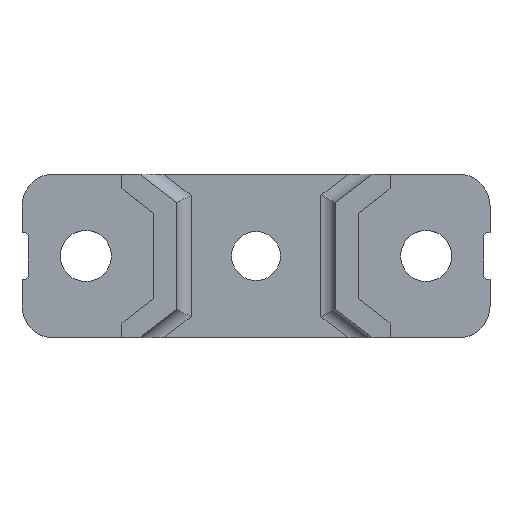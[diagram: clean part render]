
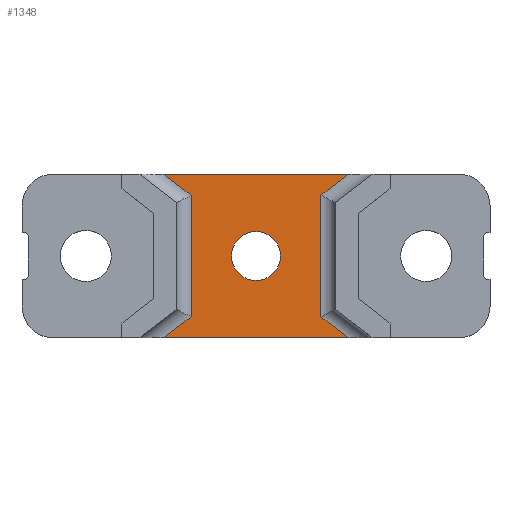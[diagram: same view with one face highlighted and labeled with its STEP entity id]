
A CAD part, top view. The second image highlights one B-rep face of the part: STEP entity #1348.
In plain terms, the highlighted planar face has unit normal (0, 0, 1).
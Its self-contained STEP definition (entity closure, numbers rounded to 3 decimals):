
#308 = CARTESIAN_POINT ( 'NONE',  ( -3.05, 2.854, 1.1 ) ) ;
#333 = VECTOR ( 'NONE', #338, 1000. ) ;
#338 = DIRECTION ( 'NONE',  ( 0.794, -0.608, 0. ) ) ;
#339 = CARTESIAN_POINT ( 'NONE',  ( -3.324, 3.064, 1.1 ) ) ;
#340 = LINE ( 'NONE', #339, #333 ) ;
#429 = CARTESIAN_POINT ( 'NONE',  ( 3.05, -2.854, 1.1 ) ) ;
#430 = CARTESIAN_POINT ( 'NONE',  ( 3.05, 2.854, 1.1 ) ) ;
#432 = DIRECTION ( 'NONE',  ( 0., 1., 0. ) ) ;
#433 = VECTOR ( 'NONE', #432, 1000. ) ;
#434 = CARTESIAN_POINT ( 'NONE',  ( 3.05, 2.508, 1.1 ) ) ;
#437 = LINE ( 'NONE', #434, #433 ) ;
#456 = DIRECTION ( 'NONE',  ( 0., 0., -1. ) ) ;
#466 = VECTOR ( 'NONE', #472, 1000. ) ;
#467 = LINE ( 'NONE', #487, #486 ) ;
#468 = CARTESIAN_POINT ( 'NONE',  ( -3.05, -2.854, 1.1 ) ) ;
#469 = PLANE ( 'NONE',  #491 ) ;
#471 = FACE_OUTER_BOUND ( 'NONE', #1350, .T. ) ;
#472 = DIRECTION ( 'NONE',  ( -0.794, -0.608, 0. ) ) ;
#473 = CARTESIAN_POINT ( 'NONE',  ( -5.074, -4.406, 1.1 ) ) ;
#475 = DIRECTION ( 'NONE',  ( 0.794, 0.608, 0. ) ) ;
#476 = VECTOR ( 'NONE', #475, 1000. ) ;
#477 = CARTESIAN_POINT ( 'NONE',  ( 5.074, 4.406, 1.1 ) ) ;
#478 = LINE ( 'NONE', #477, #476 ) ;
#479 = DIRECTION ( 'NONE',  ( 0., -1., 0. ) ) ;
#480 = VECTOR ( 'NONE', #479, 1000. ) ;
#481 = CARTESIAN_POINT ( 'NONE',  ( -3.05, -2.508, 1.1 ) ) ;
#482 = LINE ( 'NONE', #481, #480 ) ;
#483 = FACE_BOUND ( 'NONE', #1352, .T. ) ;
#484 = CARTESIAN_POINT ( 'NONE',  ( 0.478, 0., 1.1 ) ) ;
#485 = DIRECTION ( 'NONE',  ( -0.794, 0.608, 0. ) ) ;
#486 = VECTOR ( 'NONE', #485, 1000. ) ;
#487 = CARTESIAN_POINT ( 'NONE',  ( 3.324, -3.064, 1.1 ) ) ;
#489 = DIRECTION ( 'NONE',  ( -1., 0., 0. ) ) ;
#490 = LINE ( 'NONE', #473, #466 ) ;
#491 = AXIS2_PLACEMENT_3D ( 'NONE', #484, #456, #489 ) ;
#497 = CARTESIAN_POINT ( 'NONE',  ( 0., 0., 1.1 ) ) ;
#512 = AXIS2_PLACEMENT_3D ( 'NONE', #497, #526, #525 ) ;
#515 = CIRCLE ( 'NONE', #512, 1.15 ) ;
#525 = DIRECTION ( 'NONE',  ( -1., 0., 0. ) ) ;
#526 = DIRECTION ( 'NONE',  ( 0., 0., -1. ) ) ;
#712 = VERTEX_POINT ( 'NONE', #1504 ) ;
#720 = EDGE_CURVE ( 'NONE', #752, #712, #1503, .T. ) ;
#752 = VERTEX_POINT ( 'NONE', #1564 ) ;
#872 = VERTEX_POINT ( 'NONE', #1750 ) ;
#873 = VERTEX_POINT ( 'NONE', #1784 ) ;
#876 = EDGE_CURVE ( 'NONE', #942, #911, #1765, .T. ) ;
#894 = EDGE_CURVE ( 'NONE', #872, #873, #1805, .T. ) ;
#911 = VERTEX_POINT ( 'NONE', #1817 ) ;
#942 = VERTEX_POINT ( 'NONE', #1881 ) ;
#1230 = ORIENTED_EDGE ( 'NONE', *, *, #1336, .T. ) ;
#1260 = VERTEX_POINT ( 'NONE', #308 ) ;
#1273 = EDGE_CURVE ( 'NONE', #911, #1260, #340, .T. ) ;
#1310 = ORIENTED_EDGE ( 'NONE', *, *, #1357, .T. ) ;
#1311 = ORIENTED_EDGE ( 'NONE', *, *, #876, .T. ) ;
#1312 = ORIENTED_EDGE ( 'NONE', *, *, #1273, .T. ) ;
#1313 = VERTEX_POINT ( 'NONE', #430 ) ;
#1314 = VERTEX_POINT ( 'NONE', #429 ) ;
#1336 = EDGE_CURVE ( 'NONE', #1314, #1313, #437, .T. ) ;
#1342 = ORIENTED_EDGE ( 'NONE', *, *, #1356, .T. ) ;
#1343 = ORIENTED_EDGE ( 'NONE', *, *, #1373, .T. ) ;
#1344 = ORIENTED_EDGE ( 'NONE', *, *, #1351, .T. ) ;
#1345 = ORIENTED_EDGE ( 'NONE', *, *, #720, .T. ) ;
#1346 = ORIENTED_EDGE ( 'NONE', *, *, #894, .T. ) ;
#1348 = ADVANCED_FACE ( 'NONE', ( #471, #483 ), #469, .F. ) ;
#1350 = EDGE_LOOP ( 'NONE', ( #1230, #1310, #1311, #1312, #1342, #1344, #1345, #1353 ) ) ;
#1351 = EDGE_CURVE ( 'NONE', #1355, #752, #490, .T. ) ;
#1352 = EDGE_LOOP ( 'NONE', ( #1343, #1346 ) ) ;
#1353 = ORIENTED_EDGE ( 'NONE', *, *, #1354, .T. ) ;
#1354 = EDGE_CURVE ( 'NONE', #712, #1314, #467, .T. ) ;
#1355 = VERTEX_POINT ( 'NONE', #468 ) ;
#1356 = EDGE_CURVE ( 'NONE', #1260, #1355, #482, .T. ) ;
#1357 = EDGE_CURVE ( 'NONE', #1313, #942, #478, .T. ) ;
#1373 = EDGE_CURVE ( 'NONE', #873, #872, #515, .T. ) ;
#1495 = DIRECTION ( 'NONE',  ( 1., 0., 0. ) ) ;
#1496 = VECTOR ( 'NONE', #1495, 1000. ) ;
#1497 = CARTESIAN_POINT ( 'NONE',  ( -5.5, -3.85, 1.1 ) ) ;
#1503 = LINE ( 'NONE', #1497, #1496 ) ;
#1504 = CARTESIAN_POINT ( 'NONE',  ( 4.35, -3.85, 1.1 ) ) ;
#1564 = CARTESIAN_POINT ( 'NONE',  ( -4.35, -3.85, 1.1 ) ) ;
#1750 = CARTESIAN_POINT ( 'NONE',  ( 1.15, 0., 1.1 ) ) ;
#1765 = LINE ( 'NONE', #1775, #1774 ) ;
#1773 = DIRECTION ( 'NONE',  ( -1., 0., 0. ) ) ;
#1774 = VECTOR ( 'NONE', #1773, 1000. ) ;
#1775 = CARTESIAN_POINT ( 'NONE',  ( 5.5, 3.85, 1.1 ) ) ;
#1784 = CARTESIAN_POINT ( 'NONE',  ( -1.15, 0., 1.1 ) ) ;
#1799 = DIRECTION ( 'NONE',  ( 0., 0., -1. ) ) ;
#1800 = CARTESIAN_POINT ( 'NONE',  ( 0., 0., 1.1 ) ) ;
#1801 = AXIS2_PLACEMENT_3D ( 'NONE', #1800, #1799, #1810 ) ;
#1805 = CIRCLE ( 'NONE', #1801, 1.15 ) ;
#1810 = DIRECTION ( 'NONE',  ( -1., 0., 0. ) ) ;
#1817 = CARTESIAN_POINT ( 'NONE',  ( -4.35, 3.85, 1.1 ) ) ;
#1881 = CARTESIAN_POINT ( 'NONE',  ( 4.35, 3.85, 1.1 ) ) ;
